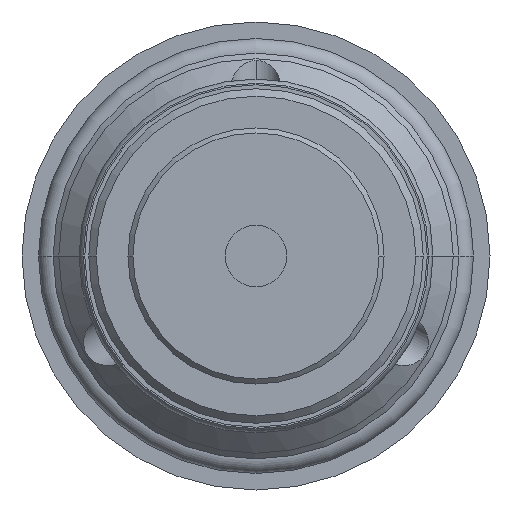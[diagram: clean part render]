
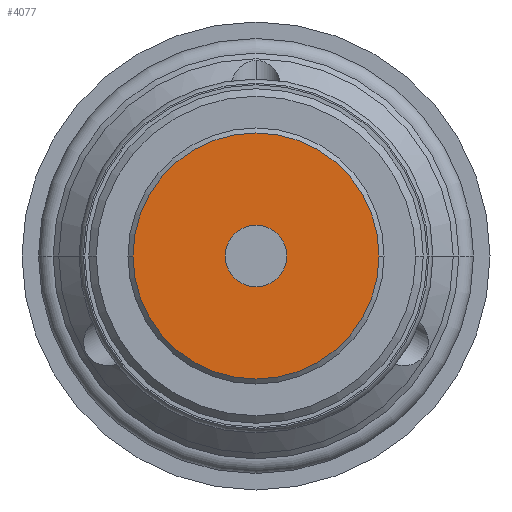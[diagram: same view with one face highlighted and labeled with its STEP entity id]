
A CAD part, left-side view. The second image highlights one B-rep face of the part: STEP entity #4077.
In plain terms, the highlighted planar face has unit normal (-1, 0, 0).
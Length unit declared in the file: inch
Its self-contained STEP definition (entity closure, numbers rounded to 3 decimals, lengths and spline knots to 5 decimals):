
#123=CARTESIAN_POINT('',(-2.676,0.,0.));
#124=DIRECTION('',(-1.,0.,0.));
#125=DIRECTION('',(0.,1.,0.));
#126=AXIS2_PLACEMENT_3D('',#123,#124,#125);
#2086=CARTESIAN_POINT('',(-2.676,0.,0.));
#2087=DIRECTION('',(-1.,0.,0.));
#2088=DIRECTION('',(0.,1.,0.));
#2089=AXIS2_PLACEMENT_3D('',#2086,#2087,#2088);
#2094=CARTESIAN_POINT('',(-2.676,0.,0.));
#2095=DIRECTION('',(1.,0.,0.));
#2096=DIRECTION('',(0.,1.,0.));
#2097=AXIS2_PLACEMENT_3D('',#2094,#2095,#2096);
#2102=CARTESIAN_POINT('',(-2.676,0.,0.));
#2103=DIRECTION('',(1.,0.,0.));
#2104=DIRECTION('',(0.,1.,0.));
#2105=AXIS2_PLACEMENT_3D('',#2102,#2103,#2104);
#2352=CARTESIAN_POINT('',(-2.676,0.493,0.));
#2353=CARTESIAN_POINT('',(-2.676,-0.493,0.));
#2354=VERTEX_POINT('',#2352);
#2355=VERTEX_POINT('',#2353);
#2356=CARTESIAN_POINT('',(-2.676,0.1235,0.));
#2357=CARTESIAN_POINT('',(-2.676,-0.1235,0.));
#2358=VERTEX_POINT('',#2356);
#2359=VERTEX_POINT('',#2357);
#4063=CARTESIAN_POINT('',(-2.676,0.,0.));
#4064=DIRECTION('',(1.,0.,0.));
#4065=DIRECTION('',(0.,-1.,0.));
#4066=AXIS2_PLACEMENT_3D('',#4063,#4064,#4065);
#4067=PLANE('',#4066);
#4068=ORIENTED_EDGE('',*,*,#4057,.F.);
#4069=ORIENTED_EDGE('',*,*,#4043,.T.);
#4070=EDGE_LOOP('',(#4068,#4069));
#4071=FACE_OUTER_BOUND('',#4070,.F.);
#4073=ORIENTED_EDGE('',*,*,#4072,.F.);
#4074=ORIENTED_EDGE('',*,*,#2393,.T.);
#4075=EDGE_LOOP('',(#4073,#4074));
#4076=FACE_BOUND('',#4075,.F.);
#4077=ADVANCED_FACE('',(#4071,#4076),#4067,.F.);
#127=CIRCLE('',#126,0.1235);
#2090=CIRCLE('',#2089,0.493);
#2098=CIRCLE('',#2097,0.493);
#2106=CIRCLE('',#2105,0.1235);
#2393=EDGE_CURVE('',#2358,#2359,#127,.T.);
#4043=EDGE_CURVE('',#2354,#2355,#2098,.T.);
#4057=EDGE_CURVE('',#2354,#2355,#2090,.T.);
#4072=EDGE_CURVE('',#2358,#2359,#2106,.T.);
